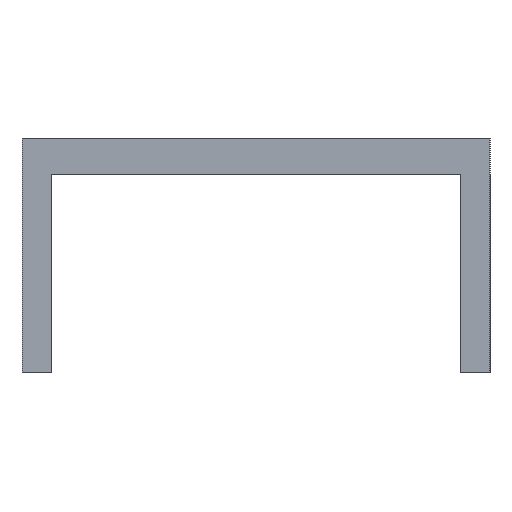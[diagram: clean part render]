
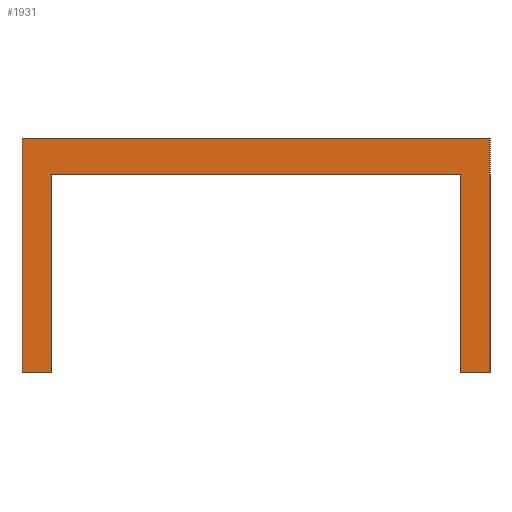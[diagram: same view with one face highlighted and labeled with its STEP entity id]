
A CAD part, left-side view. The second image highlights one B-rep face of the part: STEP entity #1931.
In plain terms, the highlighted planar face has unit normal (-1, 0, 0).
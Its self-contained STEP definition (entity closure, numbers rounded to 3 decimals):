
#135=FACE_OUTER_BOUND('',#234,.T.);
#234=EDGE_LOOP('',(#1689,#1690,#1691,#1692,#1693,#1694,#1695,#1696));
#261=LINE('',#2522,#523);
#404=LINE('',#2810,#666);
#413=LINE('',#2844,#675);
#418=LINE('',#2855,#680);
#442=LINE('',#2900,#704);
#507=LINE('',#3024,#769);
#508=LINE('',#3027,#770);
#509=LINE('',#3028,#771);
#523=VECTOR('',#2062,10.);
#666=VECTOR('',#2273,10.);
#675=VECTOR('',#2310,10.);
#680=VECTOR('',#2319,10.);
#704=VECTOR('',#2361,10.);
#769=VECTOR('',#2484,10.);
#770=VECTOR('',#2487,10.);
#771=VECTOR('',#2488,10.);
#782=VERTEX_POINT('',#2516);
#784=VERTEX_POINT('',#2520);
#895=VERTEX_POINT('',#2808);
#906=VERTEX_POINT('',#2842);
#909=VERTEX_POINT('',#2852);
#910=VERTEX_POINT('',#2854);
#952=VERTEX_POINT('',#3022);
#953=VERTEX_POINT('',#3026);
#965=EDGE_CURVE('',#784,#782,#261,.T.);
#1108=EDGE_CURVE('',#784,#895,#404,.T.);
#1125=EDGE_CURVE('',#906,#895,#413,.T.);
#1130=EDGE_CURVE('',#909,#910,#418,.T.);
#1154=EDGE_CURVE('',#782,#909,#442,.T.);
#1219=EDGE_CURVE('',#906,#952,#507,.T.);
#1220=EDGE_CURVE('',#953,#952,#508,.T.);
#1221=EDGE_CURVE('',#910,#953,#509,.T.);
#1689=ORIENTED_EDGE('',*,*,#1219,.T.);
#1690=ORIENTED_EDGE('',*,*,#1220,.F.);
#1691=ORIENTED_EDGE('',*,*,#1221,.F.);
#1692=ORIENTED_EDGE('',*,*,#1130,.F.);
#1693=ORIENTED_EDGE('',*,*,#1154,.F.);
#1694=ORIENTED_EDGE('',*,*,#965,.F.);
#1695=ORIENTED_EDGE('',*,*,#1108,.T.);
#1696=ORIENTED_EDGE('',*,*,#1125,.F.);
#1844=PLANE('',#2040);
#1931=ADVANCED_FACE('',(#135),#1844,.T.);
#2040=AXIS2_PLACEMENT_3D('',#3025,#2485,#2486);
#2062=DIRECTION('',(0.,1.,0.));
#2273=DIRECTION('',(0.,0.,-1.));
#2310=DIRECTION('',(0.,1.,0.));
#2319=DIRECTION('',(0.,1.,0.));
#2361=DIRECTION('',(0.,0.,-1.));
#2484=DIRECTION('',(0.,0.,1.));
#2485=DIRECTION('center_axis',(-1.,0.,0.));
#2486=DIRECTION('ref_axis',(0.,-1.,0.));
#2487=DIRECTION('',(0.,-1.,0.));
#2488=DIRECTION('',(0.,0.,1.));
#2516=CARTESIAN_POINT('',(-55.,17.5,0.));
#2520=CARTESIAN_POINT('',(-55.,-17.5,0.));
#2522=CARTESIAN_POINT('',(-55.,17.,0.));
#2808=CARTESIAN_POINT('',(-55.,-17.5,-17.));
#2810=CARTESIAN_POINT('',(-55.,-17.5,0.));
#2842=CARTESIAN_POINT('',(-55.,-20.,-17.));
#2844=CARTESIAN_POINT('',(-55.,-17.,-17.));
#2852=CARTESIAN_POINT('',(-55.,17.5,-17.));
#2854=CARTESIAN_POINT('',(-55.,20.,-17.));
#2855=CARTESIAN_POINT('',(-55.,17.,-17.));
#2900=CARTESIAN_POINT('',(-55.,17.5,0.));
#3022=CARTESIAN_POINT('',(-55.,-20.,3.));
#3024=CARTESIAN_POINT('',(-55.,-20.,0.));
#3025=CARTESIAN_POINT('Origin',(-55.,20.,0.));
#3026=CARTESIAN_POINT('',(-55.,20.,3.));
#3027=CARTESIAN_POINT('',(-55.,17.,3.));
#3028=CARTESIAN_POINT('',(-55.,20.,0.));
